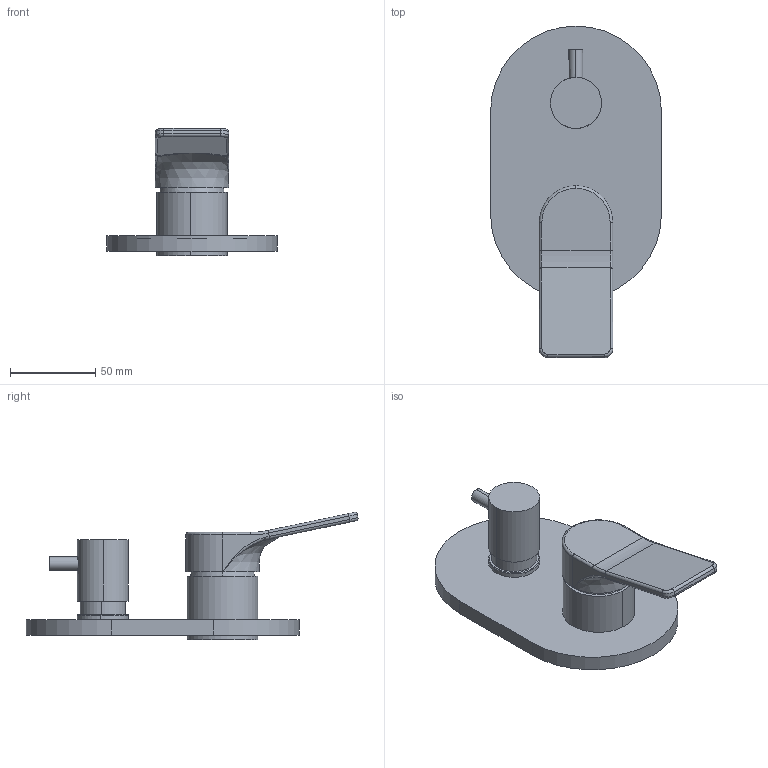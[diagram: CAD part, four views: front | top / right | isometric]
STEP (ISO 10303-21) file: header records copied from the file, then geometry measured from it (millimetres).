
FILE_DESCRIPTION (( 'STEP AP214' ), '1' );
FILE_NAME ('34185.STEP', '2024-02-08T14:01:05', ( '' ), ( '' ), 'SwSTEP 2.0', 'SolidWorks 2018', '' );
FILE_SCHEMA (( 'AUTOMOTIVE_DESIGN' ));
Length unit declared in the file: millimetre
Products named in the file (8): 988; 34185; prova leva; contenitore cart. diam.35; 928; 0100918705; cappuccio minimalista; 879
Assembly tree (7 placements, depth 2):
  34185
    879
    contenitore cart. diam.35
    cappuccio minimalista
    0100918705
    928
    988
    prova leva
Bounding box: 100 x 194.27 x 74.51 mm (x, y, z)
Volume: 123356.5 mm3; surface area: 69179.8 mm2
Topology: 7 solids, 7 shells, 162 faces, 357 edges, 210 vertices
Faces by surface type: cylinder 71, plane 45, torus 19, bspline 15, cone 8, sphere 4
Entity records: 6211 total; most frequent: CARTESIAN_POINT 2302, DIRECTION 802, ORIENTED_EDGE 694, EDGE_CURVE 347, AXIS2_PLACEMENT_3D 332, VERTEX_POINT 210, EDGE_LOOP 181, CIRCLE 175
